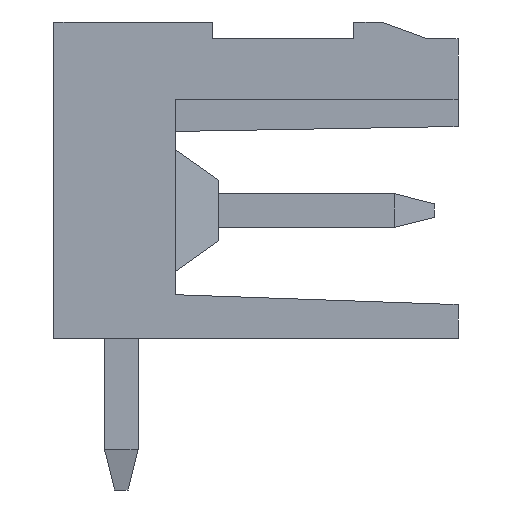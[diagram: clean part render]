
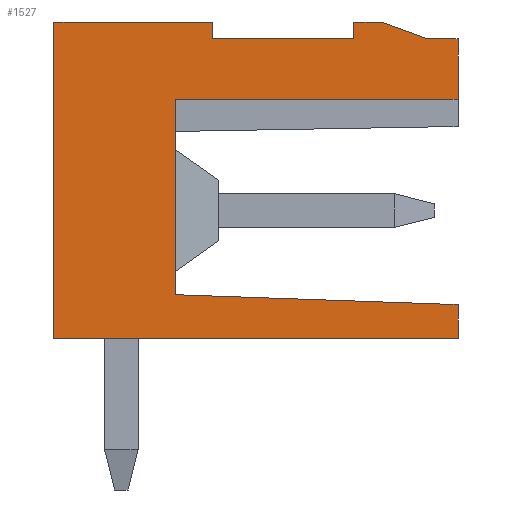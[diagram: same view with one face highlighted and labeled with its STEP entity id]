
A CAD part, left-side view. The second image highlights one B-rep face of the part: STEP entity #1527.
In plain terms, the highlighted planar face has unit normal (-1, 0, 0).
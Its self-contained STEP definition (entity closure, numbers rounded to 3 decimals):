
#1427=AXIS2_PLACEMENT_3D('Plane Axis2P3D',#1424,#1425,#1426) ;
#49=CARTESIAN_POINT('Vertex',(0.,0.,13.4)) ;
#52=CARTESIAN_POINT('Line Origine',(0.,0.,12.5)) ;
#56=CARTESIAN_POINT('Vertex',(0.,0.,11.6)) ;
#1408=CARTESIAN_POINT('Vertex',(0.,0.9,13.4)) ;
#1411=CARTESIAN_POINT('Line Origine',(0.,0.45,13.4)) ;
#1424=CARTESIAN_POINT('Axis2P3D Location',(0.,0.,1.3)) ;
#1429=CARTESIAN_POINT('Line Origine',(0.,1.587,13.65)) ;
#1433=CARTESIAN_POINT('Vertex',(0.,2.274,13.9)) ;
#1436=CARTESIAN_POINT('Line Origine',(0.,2.687,13.9)) ;
#1440=CARTESIAN_POINT('Vertex',(0.,3.1,13.9)) ;
#1443=CARTESIAN_POINT('Line Origine',(0.,3.1,13.65)) ;
#1447=CARTESIAN_POINT('Vertex',(0.,3.1,13.4)) ;
#1450=CARTESIAN_POINT('Line Origine',(0.,5.2,13.4)) ;
#1454=CARTESIAN_POINT('Vertex',(0.,7.3,13.4)) ;
#1457=CARTESIAN_POINT('Line Origine',(0.,7.3,13.65)) ;
#1461=CARTESIAN_POINT('Vertex',(0.,7.3,13.9)) ;
#1464=CARTESIAN_POINT('Line Origine',(0.,9.65,13.9)) ;
#1468=CARTESIAN_POINT('Vertex',(0.,12.,13.9)) ;
#1471=CARTESIAN_POINT('Line Origine',(0.,12.,9.2)) ;
#1475=CARTESIAN_POINT('Vertex',(0.,12.,4.5)) ;
#1478=CARTESIAN_POINT('Line Origine',(0.,6.,4.5)) ;
#1482=CARTESIAN_POINT('Vertex',(0.,0.,4.5)) ;
#1485=CARTESIAN_POINT('Line Origine',(0.,0.,5.003)) ;
#1489=CARTESIAN_POINT('Vertex',(0.,0.,5.507)) ;
#1492=CARTESIAN_POINT('Line Origine',(0.,4.2,5.653)) ;
#1496=CARTESIAN_POINT('Vertex',(0.,8.4,5.8)) ;
#1499=CARTESIAN_POINT('Line Origine',(0.,8.4,8.7)) ;
#1503=CARTESIAN_POINT('Vertex',(0.,8.4,11.6)) ;
#1506=CARTESIAN_POINT('Line Origine',(0.,4.2,11.6)) ;
#53=DIRECTION('Vector Direction',(0.,0.,-1.)) ;
#1412=DIRECTION('Vector Direction',(0.,-1.,0.)) ;
#1425=DIRECTION('Axis2P3D Direction',(-1.,0.,0.)) ;
#1426=DIRECTION('Axis2P3D XDirection',(0.,-1.,0.)) ;
#1430=DIRECTION('Vector Direction',(0.,-0.94,-0.342)) ;
#1437=DIRECTION('Vector Direction',(0.,-1.,0.)) ;
#1444=DIRECTION('Vector Direction',(0.,0.,1.)) ;
#1451=DIRECTION('Vector Direction',(0.,-1.,0.)) ;
#1458=DIRECTION('Vector Direction',(0.,0.,-1.)) ;
#1465=DIRECTION('Vector Direction',(0.,-1.,0.)) ;
#1472=DIRECTION('Vector Direction',(0.,0.,1.)) ;
#1479=DIRECTION('Vector Direction',(0.,1.,0.)) ;
#1486=DIRECTION('Vector Direction',(0.,0.,-1.)) ;
#1493=DIRECTION('Vector Direction',(0.,0.999,0.035)) ;
#1500=DIRECTION('Vector Direction',(0.,0.,-1.)) ;
#1507=DIRECTION('Vector Direction',(0.,1.,0.)) ;
#54=VECTOR('Line Direction',#53,1.) ;
#1413=VECTOR('Line Direction',#1412,1.) ;
#1431=VECTOR('Line Direction',#1430,1.) ;
#1438=VECTOR('Line Direction',#1437,1.) ;
#1445=VECTOR('Line Direction',#1444,1.) ;
#1452=VECTOR('Line Direction',#1451,1.) ;
#1459=VECTOR('Line Direction',#1458,1.) ;
#1466=VECTOR('Line Direction',#1465,1.) ;
#1473=VECTOR('Line Direction',#1472,1.) ;
#1480=VECTOR('Line Direction',#1479,1.) ;
#1487=VECTOR('Line Direction',#1486,1.) ;
#1494=VECTOR('Line Direction',#1493,1.) ;
#1501=VECTOR('Line Direction',#1500,1.) ;
#1508=VECTOR('Line Direction',#1507,1.) ;
#1512=ORIENTED_EDGE('',*,*,#58,.T.) ;
#1513=ORIENTED_EDGE('',*,*,#1415,.T.) ;
#1514=ORIENTED_EDGE('',*,*,#1435,.T.) ;
#1515=ORIENTED_EDGE('',*,*,#1442,.T.) ;
#1516=ORIENTED_EDGE('',*,*,#1449,.T.) ;
#1517=ORIENTED_EDGE('',*,*,#1456,.T.) ;
#1518=ORIENTED_EDGE('',*,*,#1463,.T.) ;
#1519=ORIENTED_EDGE('',*,*,#1470,.T.) ;
#1520=ORIENTED_EDGE('',*,*,#1477,.T.) ;
#1521=ORIENTED_EDGE('',*,*,#1484,.T.) ;
#1522=ORIENTED_EDGE('',*,*,#1491,.T.) ;
#1523=ORIENTED_EDGE('',*,*,#1498,.F.) ;
#1524=ORIENTED_EDGE('',*,*,#1505,.F.) ;
#1525=ORIENTED_EDGE('',*,*,#1510,.F.) ;
#1527=ADVANCED_FACE('HOUSING',(#1526),#1428,.T.) ;
#58=EDGE_CURVE('',#57,#50,#55,.F.) ;
#1415=EDGE_CURVE('',#50,#1409,#1414,.F.) ;
#1435=EDGE_CURVE('',#1409,#1434,#1432,.F.) ;
#1442=EDGE_CURVE('',#1434,#1441,#1439,.F.) ;
#1449=EDGE_CURVE('',#1441,#1448,#1446,.F.) ;
#1456=EDGE_CURVE('',#1448,#1455,#1453,.F.) ;
#1463=EDGE_CURVE('',#1455,#1462,#1460,.F.) ;
#1470=EDGE_CURVE('',#1462,#1469,#1467,.F.) ;
#1477=EDGE_CURVE('',#1469,#1476,#1474,.F.) ;
#1484=EDGE_CURVE('',#1476,#1483,#1481,.F.) ;
#1491=EDGE_CURVE('',#1483,#1490,#1488,.F.) ;
#1498=EDGE_CURVE('',#1497,#1490,#1495,.F.) ;
#1505=EDGE_CURVE('',#1504,#1497,#1502,.T.) ;
#1510=EDGE_CURVE('',#57,#1504,#1509,.T.) ;
#1511=EDGE_LOOP('',(#1512,#1513,#1514,#1515,#1516,#1517,#1518,#1519,#1520,#1521,#1522,#1523,#1524,#1525)) ;
#1526=FACE_OUTER_BOUND('',#1511,.T.) ;
#55=LINE('Line',#52,#54) ;
#1414=LINE('Line',#1411,#1413) ;
#1432=LINE('Line',#1429,#1431) ;
#1439=LINE('Line',#1436,#1438) ;
#1446=LINE('Line',#1443,#1445) ;
#1453=LINE('Line',#1450,#1452) ;
#1460=LINE('Line',#1457,#1459) ;
#1467=LINE('Line',#1464,#1466) ;
#1474=LINE('Line',#1471,#1473) ;
#1481=LINE('Line',#1478,#1480) ;
#1488=LINE('Line',#1485,#1487) ;
#1495=LINE('Line',#1492,#1494) ;
#1502=LINE('Line',#1499,#1501) ;
#1509=LINE('Line',#1506,#1508) ;
#1428=PLANE('',#1427) ;
#50=VERTEX_POINT('',#49) ;
#57=VERTEX_POINT('',#56) ;
#1409=VERTEX_POINT('',#1408) ;
#1434=VERTEX_POINT('',#1433) ;
#1441=VERTEX_POINT('',#1440) ;
#1448=VERTEX_POINT('',#1447) ;
#1455=VERTEX_POINT('',#1454) ;
#1462=VERTEX_POINT('',#1461) ;
#1469=VERTEX_POINT('',#1468) ;
#1476=VERTEX_POINT('',#1475) ;
#1483=VERTEX_POINT('',#1482) ;
#1490=VERTEX_POINT('',#1489) ;
#1497=VERTEX_POINT('',#1496) ;
#1504=VERTEX_POINT('',#1503) ;
